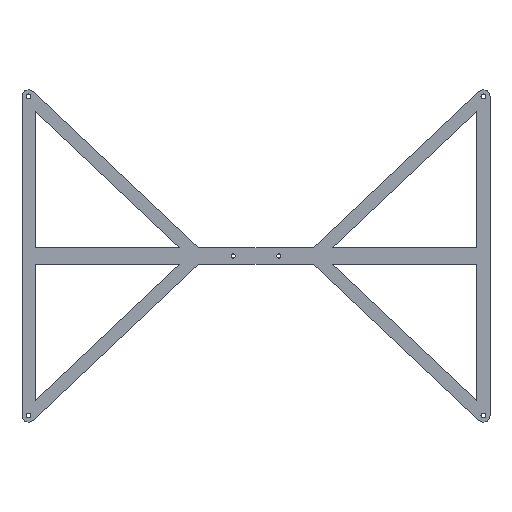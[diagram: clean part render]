
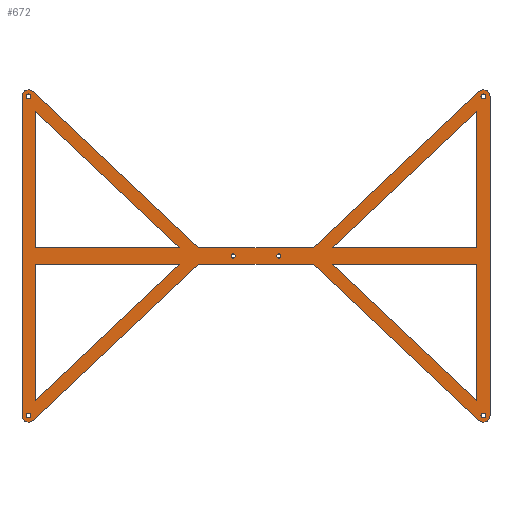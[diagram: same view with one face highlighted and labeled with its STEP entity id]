
A CAD part, front view. The second image highlights one B-rep face of the part: STEP entity #672.
In plain terms, the highlighted planar face has unit normal (0, -1, 0).
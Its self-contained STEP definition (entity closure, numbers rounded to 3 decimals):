
#25=FACE_BOUND('',#139,.T.);
#26=FACE_BOUND('',#140,.T.);
#27=FACE_BOUND('',#141,.T.);
#28=FACE_BOUND('',#142,.T.);
#29=FACE_BOUND('',#143,.T.);
#30=FACE_BOUND('',#144,.T.);
#31=FACE_BOUND('',#145,.T.);
#32=FACE_BOUND('',#146,.T.);
#33=FACE_BOUND('',#147,.T.);
#34=FACE_BOUND('',#148,.T.);
#36=CIRCLE('',#695,1.5);
#38=CIRCLE('',#698,1.25);
#40=CIRCLE('',#701,1.5);
#42=CIRCLE('',#704,1.25);
#44=CIRCLE('',#707,1.5);
#46=CIRCLE('',#713,1.5);
#47=CIRCLE('',#720,4.);
#49=CIRCLE('',#724,4.);
#51=CIRCLE('',#730,4.);
#53=CIRCLE('',#734,4.);
#96=FACE_OUTER_BOUND('',#138,.T.);
#138=EDGE_LOOP('',(#589,#590,#591,#592,#593,#594,#595,#596,#597,#598,#599,
#600));
#139=EDGE_LOOP('',(#601,#602,#603));
#140=EDGE_LOOP('',(#604));
#141=EDGE_LOOP('',(#605,#606,#607));
#142=EDGE_LOOP('',(#608));
#143=EDGE_LOOP('',(#609));
#144=EDGE_LOOP('',(#610));
#145=EDGE_LOOP('',(#611));
#146=EDGE_LOOP('',(#612));
#147=EDGE_LOOP('',(#613,#614,#615));
#148=EDGE_LOOP('',(#616,#617,#618));
#149=LINE('',#919,#219);
#153=LINE('',#927,#223);
#156=LINE('',#932,#226);
#158=LINE('',#937,#228);
#162=LINE('',#945,#232);
#165=LINE('',#950,#235);
#172=LINE('',#985,#242);
#176=LINE('',#993,#246);
#179=LINE('',#998,#249);
#182=LINE('',#1009,#252);
#186=LINE('',#1017,#256);
#189=LINE('',#1022,#259);
#191=LINE('',#1027,#261);
#195=LINE('',#1035,#265);
#199=LINE('',#1047,#269);
#203=LINE('',#1059,#273);
#206=LINE('',#1065,#276);
#209=LINE('',#1071,#279);
#213=LINE('',#1083,#283);
#217=LINE('',#1094,#287);
#219=VECTOR('',#743,10.);
#223=VECTOR('',#749,10.);
#226=VECTOR('',#754,10.);
#228=VECTOR('',#758,10.);
#232=VECTOR('',#764,10.);
#235=VECTOR('',#769,10.);
#242=VECTOR('',#808,10.);
#246=VECTOR('',#814,10.);
#249=VECTOR('',#819,10.);
#252=VECTOR('',#830,10.);
#256=VECTOR('',#836,10.);
#259=VECTOR('',#841,10.);
#261=VECTOR('',#845,10.);
#265=VECTOR('',#851,10.);
#269=VECTOR('',#863,10.);
#273=VECTOR('',#875,10.);
#276=VECTOR('',#880,10.);
#279=VECTOR('',#885,10.);
#283=VECTOR('',#897,10.);
#287=VECTOR('',#909,10.);
#289=VERTEX_POINT('',#917);
#290=VERTEX_POINT('',#918);
#293=VERTEX_POINT('',#926);
#295=VERTEX_POINT('',#935);
#296=VERTEX_POINT('',#936);
#299=VERTEX_POINT('',#944);
#302=VERTEX_POINT('',#955);
#304=VERTEX_POINT('',#961);
#306=VERTEX_POINT('',#967);
#308=VERTEX_POINT('',#973);
#310=VERTEX_POINT('',#979);
#311=VERTEX_POINT('',#983);
#312=VERTEX_POINT('',#984);
#315=VERTEX_POINT('',#992);
#318=VERTEX_POINT('',#1003);
#319=VERTEX_POINT('',#1007);
#320=VERTEX_POINT('',#1008);
#323=VERTEX_POINT('',#1016);
#325=VERTEX_POINT('',#1025);
#326=VERTEX_POINT('',#1026);
#329=VERTEX_POINT('',#1034);
#331=VERTEX_POINT('',#1040);
#333=VERTEX_POINT('',#1046);
#335=VERTEX_POINT('',#1052);
#337=VERTEX_POINT('',#1058);
#339=VERTEX_POINT('',#1064);
#341=VERTEX_POINT('',#1070);
#343=VERTEX_POINT('',#1076);
#345=VERTEX_POINT('',#1082);
#347=VERTEX_POINT('',#1088);
#349=EDGE_CURVE('',#289,#290,#149,.T.);
#353=EDGE_CURVE('',#293,#289,#153,.T.);
#356=EDGE_CURVE('',#290,#293,#156,.T.);
#358=EDGE_CURVE('',#295,#296,#158,.T.);
#362=EDGE_CURVE('',#299,#295,#162,.T.);
#365=EDGE_CURVE('',#296,#299,#165,.T.);
#369=EDGE_CURVE('',#302,#302,#36,.T.);
#372=EDGE_CURVE('',#304,#304,#38,.T.);
#375=EDGE_CURVE('',#306,#306,#40,.T.);
#378=EDGE_CURVE('',#308,#308,#42,.T.);
#381=EDGE_CURVE('',#310,#310,#44,.T.);
#382=EDGE_CURVE('',#311,#312,#172,.T.);
#386=EDGE_CURVE('',#315,#311,#176,.T.);
#389=EDGE_CURVE('',#312,#315,#179,.T.);
#393=EDGE_CURVE('',#318,#318,#46,.T.);
#394=EDGE_CURVE('',#319,#320,#182,.T.);
#398=EDGE_CURVE('',#323,#319,#186,.T.);
#401=EDGE_CURVE('',#320,#323,#189,.T.);
#403=EDGE_CURVE('',#325,#326,#191,.T.);
#407=EDGE_CURVE('',#325,#329,#195,.T.);
#410=EDGE_CURVE('',#331,#329,#47,.T.);
#413=EDGE_CURVE('',#331,#333,#199,.T.);
#416=EDGE_CURVE('',#335,#333,#49,.T.);
#419=EDGE_CURVE('',#337,#335,#203,.T.);
#422=EDGE_CURVE('',#339,#337,#206,.T.);
#425=EDGE_CURVE('',#339,#341,#209,.T.);
#428=EDGE_CURVE('',#343,#341,#51,.T.);
#431=EDGE_CURVE('',#345,#343,#213,.T.);
#434=EDGE_CURVE('',#347,#345,#53,.T.);
#437=EDGE_CURVE('',#326,#347,#217,.T.);
#589=ORIENTED_EDGE('',*,*,#437,.F.);
#590=ORIENTED_EDGE('',*,*,#403,.F.);
#591=ORIENTED_EDGE('',*,*,#407,.T.);
#592=ORIENTED_EDGE('',*,*,#410,.F.);
#593=ORIENTED_EDGE('',*,*,#413,.T.);
#594=ORIENTED_EDGE('',*,*,#416,.F.);
#595=ORIENTED_EDGE('',*,*,#419,.F.);
#596=ORIENTED_EDGE('',*,*,#422,.F.);
#597=ORIENTED_EDGE('',*,*,#425,.T.);
#598=ORIENTED_EDGE('',*,*,#428,.F.);
#599=ORIENTED_EDGE('',*,*,#431,.F.);
#600=ORIENTED_EDGE('',*,*,#434,.F.);
#601=ORIENTED_EDGE('',*,*,#401,.F.);
#602=ORIENTED_EDGE('',*,*,#394,.F.);
#603=ORIENTED_EDGE('',*,*,#398,.F.);
#604=ORIENTED_EDGE('',*,*,#393,.F.);
#605=ORIENTED_EDGE('',*,*,#389,.F.);
#606=ORIENTED_EDGE('',*,*,#382,.F.);
#607=ORIENTED_EDGE('',*,*,#386,.F.);
#608=ORIENTED_EDGE('',*,*,#381,.F.);
#609=ORIENTED_EDGE('',*,*,#378,.F.);
#610=ORIENTED_EDGE('',*,*,#375,.F.);
#611=ORIENTED_EDGE('',*,*,#372,.F.);
#612=ORIENTED_EDGE('',*,*,#369,.F.);
#613=ORIENTED_EDGE('',*,*,#365,.F.);
#614=ORIENTED_EDGE('',*,*,#358,.F.);
#615=ORIENTED_EDGE('',*,*,#362,.F.);
#616=ORIENTED_EDGE('',*,*,#356,.F.);
#617=ORIENTED_EDGE('',*,*,#349,.F.);
#618=ORIENTED_EDGE('',*,*,#353,.F.);
#640=PLANE('',#738);
#672=ADVANCED_FACE('',(#96,#25,#26,#27,#28,#29,#30,#31,#32,#33,#34),#640,
 .F.);
#695=AXIS2_PLACEMENT_3D('',#957,#776,#777);
#698=AXIS2_PLACEMENT_3D('',#963,#783,#784);
#701=AXIS2_PLACEMENT_3D('',#969,#790,#791);
#704=AXIS2_PLACEMENT_3D('',#975,#797,#798);
#707=AXIS2_PLACEMENT_3D('',#981,#804,#805);
#713=AXIS2_PLACEMENT_3D('',#1005,#826,#827);
#720=AXIS2_PLACEMENT_3D('',#1041,#856,#857);
#724=AXIS2_PLACEMENT_3D('',#1053,#868,#869);
#730=AXIS2_PLACEMENT_3D('',#1077,#890,#891);
#734=AXIS2_PLACEMENT_3D('',#1089,#902,#903);
#738=AXIS2_PLACEMENT_3D('',#1097,#913,#914);
#743=DIRECTION('',(0.,0.,-1.));
#749=DIRECTION('',(-0.728,0.,0.686));
#754=DIRECTION('',(1.,0.,0.));
#758=DIRECTION('',(0.728,0.,-0.686));
#764=DIRECTION('',(-1.,0.,0.));
#769=DIRECTION('',(0.,0.,1.));
#776=DIRECTION('center_axis',(0.,-1.,0.));
#777=DIRECTION('ref_axis',(1.,0.,0.));
#783=DIRECTION('center_axis',(0.,-1.,0.));
#784=DIRECTION('ref_axis',(1.,0.,0.));
#790=DIRECTION('center_axis',(0.,-1.,0.));
#791=DIRECTION('ref_axis',(1.,0.,0.));
#797=DIRECTION('center_axis',(0.,-1.,0.));
#798=DIRECTION('ref_axis',(1.,0.,0.));
#804=DIRECTION('center_axis',(0.,-1.,0.));
#805=DIRECTION('ref_axis',(1.,0.,0.));
#808=DIRECTION('',(0.,0.,1.));
#814=DIRECTION('',(1.,0.,0.));
#819=DIRECTION('',(-0.728,0.,-0.686));
#826=DIRECTION('center_axis',(0.,-1.,0.));
#827=DIRECTION('ref_axis',(1.,0.,0.));
#830=DIRECTION('',(0.728,0.,0.686));
#836=DIRECTION('',(0.,0.,-1.));
#841=DIRECTION('',(-1.,0.,0.));
#845=DIRECTION('',(-1.,0.,0.));
#851=DIRECTION('',(0.728,0.,-0.686));
#856=DIRECTION('center_axis',(0.,1.,0.));
#857=DIRECTION('ref_axis',(1.,0.,0.));
#863=DIRECTION('',(0.,0.,1.));
#868=DIRECTION('center_axis',(0.,1.,0.));
#869=DIRECTION('ref_axis',(1.,0.,0.));
#875=DIRECTION('',(0.728,0.,0.686));
#880=DIRECTION('',(1.,0.,0.));
#885=DIRECTION('',(-0.728,0.,0.686));
#890=DIRECTION('center_axis',(0.,1.,0.));
#891=DIRECTION('ref_axis',(1.,0.,0.));
#897=DIRECTION('',(0.,0.,1.));
#902=DIRECTION('center_axis',(0.,1.,0.));
#903=DIRECTION('ref_axis',(1.,0.,0.));
#909=DIRECTION('',(-0.728,0.,-0.686));
#913=DIRECTION('center_axis',(0.,1.,0.));
#914=DIRECTION('ref_axis',(1.,0.,0.));
#917=CARTESIAN_POINT('',(-135.,0.,88.235));
#918=CARTESIAN_POINT('',(-135.,0.,5.));
#919=CARTESIAN_POINT('',(-135.,0.,97.5));
#926=CARTESIAN_POINT('',(-46.665,0.,5.));
#927=CARTESIAN_POINT('',(-46.665,0.,5.));
#932=CARTESIAN_POINT('',(-143.,0.,5.));
#935=CARTESIAN_POINT('',(46.665,0.,-5.));
#936=CARTESIAN_POINT('',(135.,0.,-88.235));
#937=CARTESIAN_POINT('',(46.665,0.,-5.));
#944=CARTESIAN_POINT('',(135.,0.,-5.));
#945=CARTESIAN_POINT('',(143.,0.,-5.));
#950=CARTESIAN_POINT('',(135.,0.,97.5));
#955=CARTESIAN_POINT('',(137.5,0.,97.5));
#957=CARTESIAN_POINT('Origin',(139.,0.,97.5));
#961=CARTESIAN_POINT('',(12.75,0.,0.));
#963=CARTESIAN_POINT('Origin',(14.,0.,0.));
#967=CARTESIAN_POINT('',(-140.5,0.,97.5));
#969=CARTESIAN_POINT('Origin',(-139.,0.,97.5));
#973=CARTESIAN_POINT('',(-15.25,0.,0.));
#975=CARTESIAN_POINT('Origin',(-14.,0.,0.));
#979=CARTESIAN_POINT('',(137.5,0.,-97.5));
#981=CARTESIAN_POINT('Origin',(139.,0.,-97.5));
#983=CARTESIAN_POINT('',(135.,0.,5.));
#984=CARTESIAN_POINT('',(135.,0.,88.235));
#985=CARTESIAN_POINT('',(135.,0.,97.5));
#992=CARTESIAN_POINT('',(46.665,0.,5.));
#993=CARTESIAN_POINT('',(-143.,0.,5.));
#998=CARTESIAN_POINT('',(46.665,0.,5.));
#1003=CARTESIAN_POINT('',(-140.5,0.,-97.5));
#1005=CARTESIAN_POINT('Origin',(-139.,0.,-97.5));
#1007=CARTESIAN_POINT('',(-135.,0.,-88.235));
#1008=CARTESIAN_POINT('',(-46.665,0.,-5.));
#1009=CARTESIAN_POINT('',(-46.665,0.,-5.));
#1016=CARTESIAN_POINT('',(-135.,0.,-5.));
#1017=CARTESIAN_POINT('',(-135.,0.,97.5));
#1022=CARTESIAN_POINT('',(143.,0.,-5.));
#1025=CARTESIAN_POINT('',(35.,0.,-5.));
#1026=CARTESIAN_POINT('',(-35.,0.,-5.));
#1027=CARTESIAN_POINT('',(143.,0.,-5.));
#1034=CARTESIAN_POINT('',(136.257,0.,-100.411));
#1035=CARTESIAN_POINT('',(35.,0.,-5.));
#1040=CARTESIAN_POINT('',(143.,0.,-97.5));
#1041=CARTESIAN_POINT('Origin',(139.,0.,-97.5));
#1046=CARTESIAN_POINT('',(143.,0.,97.5));
#1047=CARTESIAN_POINT('',(143.,0.,-97.5));
#1052=CARTESIAN_POINT('',(136.257,0.,100.411));
#1053=CARTESIAN_POINT('Origin',(139.,0.,97.5));
#1058=CARTESIAN_POINT('',(35.,0.,5.));
#1059=CARTESIAN_POINT('',(35.,0.,5.));
#1064=CARTESIAN_POINT('',(-35.,0.,5.));
#1065=CARTESIAN_POINT('',(-143.,0.,5.));
#1070=CARTESIAN_POINT('',(-136.257,0.,100.411));
#1071=CARTESIAN_POINT('',(-35.,0.,5.));
#1076=CARTESIAN_POINT('',(-143.,0.,97.5));
#1077=CARTESIAN_POINT('Origin',(-139.,0.,97.5));
#1082=CARTESIAN_POINT('',(-143.,0.,-97.5));
#1083=CARTESIAN_POINT('',(-143.,0.,-97.5));
#1088=CARTESIAN_POINT('',(-136.257,0.,-100.411));
#1089=CARTESIAN_POINT('Origin',(-139.,0.,-97.5));
#1094=CARTESIAN_POINT('',(-35.,0.,-5.));
#1097=CARTESIAN_POINT('Origin',(0.,0.,0.));
